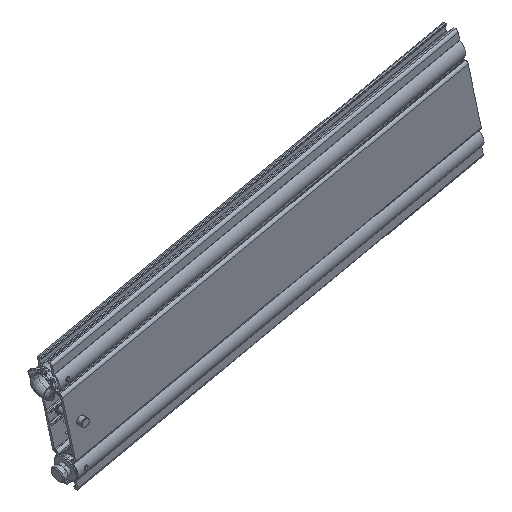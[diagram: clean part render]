
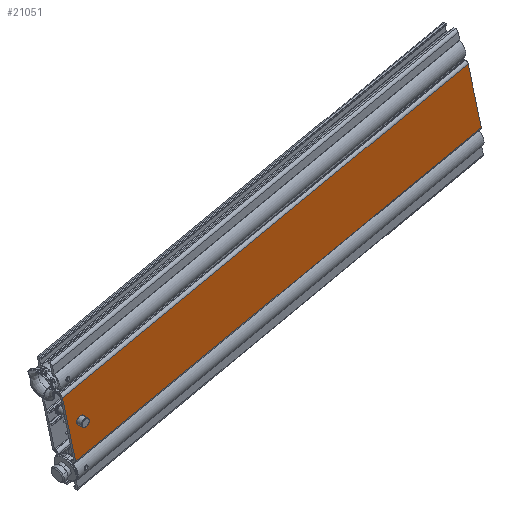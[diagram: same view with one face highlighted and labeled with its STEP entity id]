
A CAD part, isometric view. The second image highlights one B-rep face of the part: STEP entity #21051.
In plain terms, the highlighted face is planar.
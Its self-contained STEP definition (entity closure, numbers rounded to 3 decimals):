
#12856=CARTESIAN_POINT(' ',(-39.5,14.5,0.));
#12857=VERTEX_POINT(' ',#12856);
#12871=CARTESIAN_POINT(' ',(39.5,14.5,0.));
#12876=DIRECTION(' ',(-1.,0.,0.));
#12881=VECTOR(' ',#12876,1.);
#12886=LINE('',#12871,#12881);
#12891=CARTESIAN_POINT(' ',(39.5,14.5,0.));
#12892=VERTEX_POINT(' ',#12891);
#12896=EDGE_CURVE(' ',#12892,#12857,#12886,.T.);
#20781=CARTESIAN_POINT(' ',(-39.5,14.5,520.));
#20782=VERTEX_POINT(' ',#20781);
#20796=CARTESIAN_POINT(' ',(-39.5,14.5,0.));
#20801=DIRECTION(' ',(0.,0.,1.));
#20806=VECTOR(' ',#20801,1.);
#20811=LINE('',#20796,#20806);
#20816=EDGE_CURVE(' ',#12857,#20782,#20811,.T.);
#20851=DIRECTION(' ',(-0.,1.,-0.));
#20856=CARTESIAN_POINT(' ',(-39.5,14.5,0.));
#20861=DIRECTION(' ',(0.,0.,1.));
#20866=AXIS2_PLACEMENT_3D(' ',#20856,#20851,#20861);
#20871=PLANE('',#20866);
#20876=ORIENTED_EDGE(' ',*,*,#20816,.T.);
#20881=CARTESIAN_POINT(' ',(39.5,14.5,520.));
#20886=DIRECTION(' ',(-1.,0.,0.));
#20891=VECTOR(' ',#20886,1.);
#20896=LINE('',#20881,#20891);
#20901=CARTESIAN_POINT(' ',(39.5,14.5,520.));
#20902=VERTEX_POINT(' ',#20901);
#20906=EDGE_CURVE(' ',#20902,#20782,#20896,.T.);
#20911=ORIENTED_EDGE(' ',*,*,#20906,.F.);
#20916=CARTESIAN_POINT(' ',(39.5,14.5,0.));
#20921=DIRECTION(' ',(0.,0.,1.));
#20926=VECTOR(' ',#20921,1.);
#20931=LINE('',#20916,#20926);
#20936=EDGE_CURVE(' ',#12892,#20902,#20931,.T.);
#20941=ORIENTED_EDGE(' ',*,*,#20936,.F.);
#20946=ORIENTED_EDGE(' ',*,*,#12896,.T.);
#20951=EDGE_LOOP(' ',(#20876,#20911,#20941,#20946));
#20956=FACE_OUTER_BOUND(' ',#20951,.T.);
#20961=CARTESIAN_POINT(' ',(0.,14.5,505.));
#20966=DIRECTION(' ',(0.,-1.,0.));
#20971=DIRECTION(' ',(0.479,0.,0.878));
#20976=AXIS2_PLACEMENT_3D(' ',#20961,#20966,#20971);
#20981=CIRCLE('',#20976,5.1);
#20986=CARTESIAN_POINT(' ',(2.445,14.5,509.476));
#20987=VERTEX_POINT(' ',#20986);
#20991=CARTESIAN_POINT(' ',(-2.445,14.5,500.524));
#20992=VERTEX_POINT(' ',#20991);
#20996=EDGE_CURVE(' ',#20987,#20992,#20981,.T.);
#21001=ORIENTED_EDGE(' ',*,*,#20996,.T.);
#21006=CARTESIAN_POINT(' ',(0.,14.5,505.));
#21011=DIRECTION(' ',(-0.,-1.,0.));
#21016=DIRECTION(' ',(-0.479,0.,-0.878));
#21021=AXIS2_PLACEMENT_3D(' ',#21006,#21011,#21016);
#21026=CIRCLE('',#21021,5.1);
#21031=EDGE_CURVE(' ',#20992,#20987,#21026,.T.);
#21036=ORIENTED_EDGE(' ',*,*,#21031,.T.);
#21041=EDGE_LOOP(' ',(#21001,#21036));
#21046=FACE_BOUND(' ',#21041,.T.);
#21051=ADVANCED_FACE('',(#20956,#21046),#20871,.T.);
